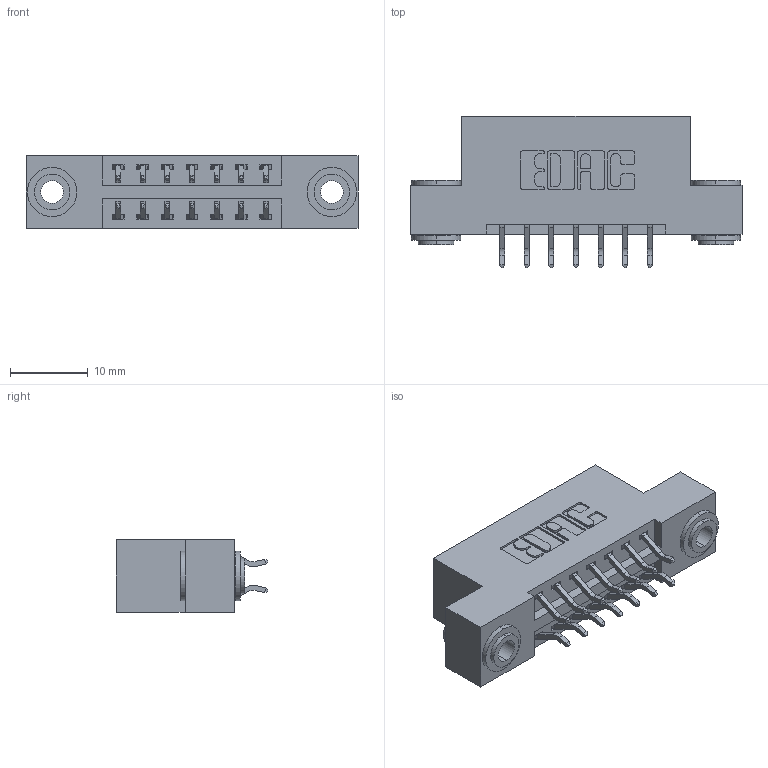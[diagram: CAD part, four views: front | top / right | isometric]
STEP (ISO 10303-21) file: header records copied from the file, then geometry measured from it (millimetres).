
FILE_DESCRIPTION (( 'STEP AP203' ), '1' );
FILE_NAME ('396-014-556-203.STEP', '2018-08-31T10:41:15', ( '' ), ( '' ), 'SwSTEP 2.0', 'SolidWorks 2016', '' );
FILE_SCHEMA (( 'CONFIG_CONTROL_DESIGN' ));
Length unit declared in the file: inch
Products named in the file (4): 346 Part_Flush Mounting Lugs - 0.156 Dia-TH; 345-292-001_556 Tail; 345-250-002_345-250-002-102; 396-014-556-203
Assembly tree (17 placements, depth 2):
  396-014-556-203
    346 Part_Flush Mounting Lugs - 0.156 Dia-TH
    345-292-001_556 Tail  x14
    345-250-002_345-250-002-102  x2
Bounding box: 42.8 x 19.57 x 9.4 mm (x, y, z)
Volume: 3920.4 mm3; surface area: 5040 mm2
Topology: 17 solids, 17 shells, 972 faces, 2827 edges, 1862 vertices
Faces by surface type: plane 632, cylinder 332, cone 8
Entity records: 10150 total; most frequent: CARTESIAN_POINT 1711, ORIENTED_EDGE 1626, DIRECTION 1579, EDGE_CURVE 813, VECTOR 621, LINE 621, VERTEX_POINT 538, AXIS2_PLACEMENT_3D 479
